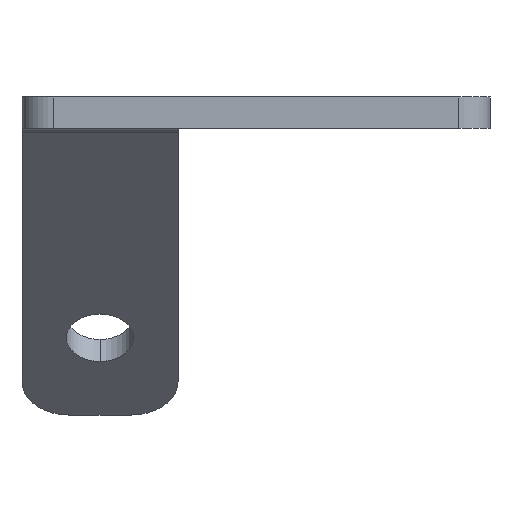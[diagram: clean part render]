
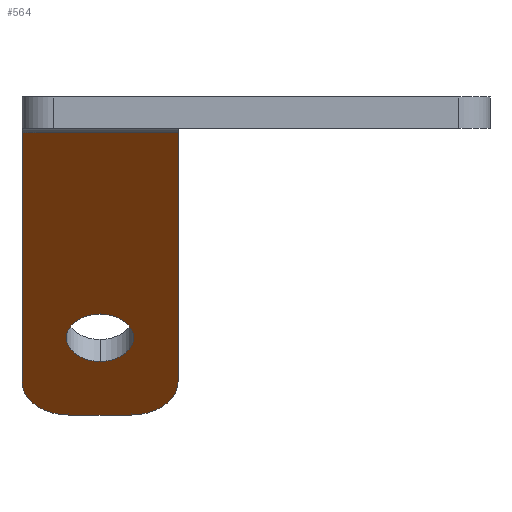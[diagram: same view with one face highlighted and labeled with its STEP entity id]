
A CAD part, left-side view. The second image highlights one B-rep face of the part: STEP entity #564.
In plain terms, the highlighted planar face has unit normal (-0.707, 0, -0.707).
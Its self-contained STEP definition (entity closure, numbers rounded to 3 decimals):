
#17 = CARTESIAN_POINT ( 'NONE',  ( 45.37, 25., -15.455 ) ) ;
#29 = AXIS2_PLACEMENT_3D ( 'NONE', #213, #218, #1120 ) ;
#38 = CARTESIAN_POINT ( 'NONE',  ( 46.678, 30., -16.763 ) ) ;
#39 = VERTEX_POINT ( 'NONE', #84 ) ;
#45 = EDGE_LOOP ( 'NONE', ( #500, #353, #1137, #64, #109, #801 ) ) ;
#51 = LINE ( 'NONE', #269, #771 ) ;
#64 = ORIENTED_EDGE ( 'NONE', *, *, #599, .T. ) ;
#77 = LINE ( 'NONE', #869, #261 ) ;
#84 = CARTESIAN_POINT ( 'NONE',  ( 48.799, 23., -18.885 ) ) ;
#88 = DIRECTION ( 'NONE',  ( 0.707, 0., -0.707 ) ) ;
#99 = ORIENTED_EDGE ( 'NONE', *, *, #1172, .F. ) ;
#100 = VERTEX_POINT ( 'NONE', #38 ) ;
#105 = VERTEX_POINT ( 'NONE', #1023 ) ;
#109 = ORIENTED_EDGE ( 'NONE', *, *, #624, .T. ) ;
#120 = DIRECTION ( 'NONE',  ( -0.707, 0., 0.707 ) ) ;
#125 = CARTESIAN_POINT ( 'NONE',  ( 30.707, 20., -0.793 ) ) ;
#130 = FACE_OUTER_BOUND ( 'NONE', #45, .T. ) ;
#132 = CARTESIAN_POINT ( 'NONE',  ( 46.678, 20., -16.763 ) ) ;
#136 = VECTOR ( 'NONE', #658, 1000. ) ;
#152 = VERTEX_POINT ( 'NONE', #132 ) ;
#161 = DIRECTION ( 'NONE',  ( -0.707, 0., 0.707 ) ) ;
#213 = CARTESIAN_POINT ( 'NONE',  ( 46.678, 23., -16.763 ) ) ;
#218 = DIRECTION ( 'NONE',  ( -0.707, 0., -0.707 ) ) ;
#255 = EDGE_CURVE ( 'NONE', #613, #544, #450, .T. ) ;
#261 = VECTOR ( 'NONE', #984, 1000. ) ;
#269 = CARTESIAN_POINT ( 'NONE',  ( 15.164, 30., 14.75 ) ) ;
#280 = CARTESIAN_POINT ( 'NONE',  ( 46.678, 27., -16.763 ) ) ;
#304 = CIRCLE ( 'NONE', #857, 3. ) ;
#324 = EDGE_CURVE ( 'NONE', #613, #100, #51, .T. ) ;
#328 = PLANE ( 'NONE',  #816 ) ;
#334 = DIRECTION ( 'NONE',  ( -0.707, 0., -0.707 ) ) ;
#337 = CARTESIAN_POINT ( 'NONE',  ( 42.329, 25., -12.415 ) ) ;
#353 = ORIENTED_EDGE ( 'NONE', *, *, #429, .T. ) ;
#358 = CARTESIAN_POINT ( 'NONE',  ( 30.707, 30., -0.793 ) ) ;
#424 = CARTESIAN_POINT ( 'NONE',  ( 15.164, 20., 14.75 ) ) ;
#429 = EDGE_CURVE ( 'NONE', #100, #105, #304, .T. ) ;
#448 = CARTESIAN_POINT ( 'NONE',  ( 43.849, 25., -13.935 ) ) ;
#450 = LINE ( 'NONE', #358, #136 ) ;
#500 = ORIENTED_EDGE ( 'NONE', *, *, #324, .T. ) ;
#516 = EDGE_CURVE ( 'NONE', #105, #39, #77, .T. ) ;
#544 = VERTEX_POINT ( 'NONE', #125 ) ;
#564 = ADVANCED_FACE ( 'NONE', ( #803, #130 ), #328, .F. ) ;
#599 = EDGE_CURVE ( 'NONE', #39, #152, #925, .T. ) ;
#604 = CARTESIAN_POINT ( 'NONE',  ( 30.707, 30., -0.793 ) ) ;
#613 = VERTEX_POINT ( 'NONE', #604 ) ;
#624 = EDGE_CURVE ( 'NONE', #152, #544, #931, .T. ) ;
#635 = CIRCLE ( 'NONE', #797, 2.15 ) ;
#654 = EDGE_CURVE ( 'NONE', #1032, #722, #1071, .T. ) ;
#658 = DIRECTION ( 'NONE',  ( 0., -1., 0. ) ) ;
#667 = DIRECTION ( 'NONE',  ( -0.707, 0., -0.707 ) ) ;
#722 = VERTEX_POINT ( 'NONE', #337 ) ;
#755 = DIRECTION ( 'NONE',  ( 0.707, 0., -0.707 ) ) ;
#771 = VECTOR ( 'NONE', #755, 1000. ) ;
#797 = AXIS2_PLACEMENT_3D ( 'NONE', #448, #667, #161 ) ;
#801 = ORIENTED_EDGE ( 'NONE', *, *, #255, .F. ) ;
#803 = FACE_BOUND ( 'NONE', #960, .T. ) ;
#816 = AXIS2_PLACEMENT_3D ( 'NONE', #1108, #1025, #1205 ) ;
#857 = AXIS2_PLACEMENT_3D ( 'NONE', #280, #1088, #88 ) ;
#860 = VECTOR ( 'NONE', #120, 1000. ) ;
#869 = CARTESIAN_POINT ( 'NONE',  ( 48.799, 0., -18.885 ) ) ;
#925 = CIRCLE ( 'NONE', #29, 3. ) ;
#931 = LINE ( 'NONE', #424, #860 ) ;
#960 = EDGE_LOOP ( 'NONE', ( #99, #1105 ) ) ;
#984 = DIRECTION ( 'NONE',  ( 0., -1., 0. ) ) ;
#1023 = CARTESIAN_POINT ( 'NONE',  ( 48.799, 27., -18.885 ) ) ;
#1025 = DIRECTION ( 'NONE',  ( 0.707, 0., 0.707 ) ) ;
#1032 = VERTEX_POINT ( 'NONE', #17 ) ;
#1071 = CIRCLE ( 'NONE', #1175, 2.15 ) ;
#1088 = DIRECTION ( 'NONE',  ( -0.707, 0., -0.707 ) ) ;
#1105 = ORIENTED_EDGE ( 'NONE', *, *, #654, .F. ) ;
#1108 = CARTESIAN_POINT ( 'NONE',  ( 15.164, 0., 14.75 ) ) ;
#1114 = DIRECTION ( 'NONE',  ( -0.707, 0., 0.707 ) ) ;
#1120 = DIRECTION ( 'NONE',  ( 0.707, 0., -0.707 ) ) ;
#1137 = ORIENTED_EDGE ( 'NONE', *, *, #516, .T. ) ;
#1172 = EDGE_CURVE ( 'NONE', #722, #1032, #635, .T. ) ;
#1175 = AXIS2_PLACEMENT_3D ( 'NONE', #1226, #334, #1114 ) ;
#1205 = DIRECTION ( 'NONE',  ( 0.707, 0., -0.707 ) ) ;
#1226 = CARTESIAN_POINT ( 'NONE',  ( 43.849, 25., -13.935 ) ) ;
